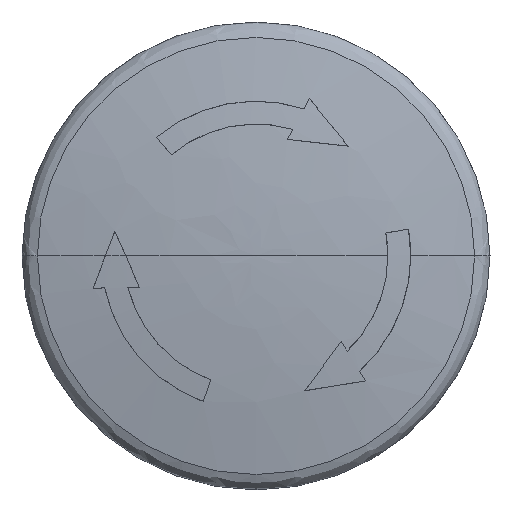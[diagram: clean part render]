
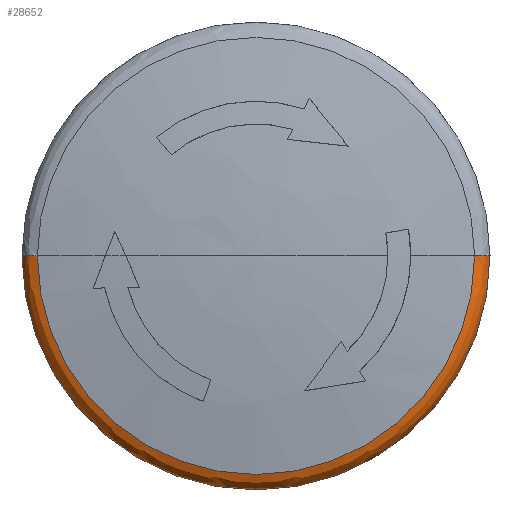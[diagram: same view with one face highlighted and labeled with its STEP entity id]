
A CAD part, top view. The second image highlights one B-rep face of the part: STEP entity #28652.
In plain terms, the highlighted free-form (B-spline) face has degree [3, 3] with [4, 4] control points.
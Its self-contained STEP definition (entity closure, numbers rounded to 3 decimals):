
#146 = DIRECTION ( 'NONE',  ( 0., 0., 1. ) ) ;
#1660 = CARTESIAN_POINT ( 'NONE',  ( 11.966, -23.932, 18.756 ) ) ;
#1701 = EDGE_CURVE ( 'NONE', #37159, #13868, #25448, .T. ) ;
#3208 = AXIS2_PLACEMENT_3D ( 'NONE', #18295, #146, #21306 ) ;
#4662 = CARTESIAN_POINT ( 'NONE',  ( -12.345, 0., 18.257 ) ) ;
#6892 = ORIENTED_EDGE ( 'NONE', *, *, #26662, .T. ) ;
#7411 = ORIENTED_EDGE ( 'NONE', *, *, #36401, .T. ) ;
#7599 = DIRECTION ( 'NONE',  ( 0., 0., 1. ) ) ;
#7692 = CARTESIAN_POINT ( 'NONE',  ( 12.345, -24.69, 18.257 ) ) ;
#10780 = CARTESIAN_POINT ( 'NONE',  ( -12.234, 0., 17.64 ) ) ;
#11461 = CARTESIAN_POINT ( 'NONE',  ( 12.289, 0., 18.272 ) ) ;
#11705 = CARTESIAN_POINT ( 'NONE',  ( 0., 0., 18.799 ) ) ;
#12329 = CARTESIAN_POINT ( 'NONE',  ( -11.441, 0., 18.799 ) ) ;
#13554 = AXIS2_PLACEMENT_3D ( 'NONE', #11705, #32868, #14753 ) ;
#13692 = CARTESIAN_POINT ( 'NONE',  ( -11.342, -22.683, 18.813 ) ) ;
#13820 = CARTESIAN_POINT ( 'NONE',  ( 12.234, -24.468, 17.64 ) ) ;
#13868 = VERTEX_POINT ( 'NONE', #12329 ) ;
#13873 = FACE_OUTER_BOUND ( 'NONE', #38674, .T. ) ;
#14498 = CARTESIAN_POINT ( 'NONE',  ( 12.247, 0., 17.739 ) ) ;
#14753 = DIRECTION ( 'NONE',  ( -1., 0., 0. ) ) ;
#15277 = CARTESIAN_POINT ( 'NONE',  ( 0., -12.247, 17.739 ) ) ;
#16383 = ORIENTED_EDGE ( 'NONE', *, *, #1701, .F. ) ;
#16758 = CARTESIAN_POINT ( 'NONE',  ( 11.342, 0., 18.813 ) ) ;
#16773 = CARTESIAN_POINT ( 'NONE',  ( -11.965, 0., 18.697 ) ) ;
#17124 = CIRCLE ( 'NONE', #19759, 12.247 ) ;
#17687 = CARTESIAN_POINT ( 'NONE',  ( 11.441, 0., 18.799 ) ) ;
#17965 = EDGE_CURVE ( 'NONE', #19298, #37443, #31197, .T. ) ;
#18295 = CARTESIAN_POINT ( 'NONE',  ( 0., 0., 17.739 ) ) ;
#19298 = VERTEX_POINT ( 'NONE', #17687 ) ;
#19638 = CARTESIAN_POINT ( 'NONE',  ( -11.342, 0., 18.813 ) ) ;
#19750 = CARTESIAN_POINT ( 'NONE',  ( -11.966, -23.932, 18.756 ) ) ;
#19759 = AXIS2_PLACEMENT_3D ( 'NONE', #25735, #7599, #28767 ) ;
#20606 =( BOUNDED_SURFACE ( )  B_SPLINE_SURFACE ( 3, 3, ( 
 ( #19638, #13692, #34830, #16758 ),
 ( #37855, #19750, #1660, #22757 ),
 ( #4662, #25818, #7692, #28853 ),
 ( #10780, #31925, #13820, #34956 ) ),
 .UNSPECIFIED., .F., .F., .F. ) 
 B_SPLINE_SURFACE_WITH_KNOTS ( ( 4, 4 ),
 ( 4, 4 ),
 ( 0., 1. ),
 ( 0., 1. ),
 .UNSPECIFIED. ) 
 GEOMETRIC_REPRESENTATION_ITEM ( )  RATIONAL_B_SPLINE_SURFACE ( (
 ( 1., 0.333, 0.333, 1.),
 ( 0.784, 0.261, 0.261, 0.784),
 ( 0.784, 0.261, 0.261, 0.784),
 ( 1., 0.333, 0.333, 1.) ) ) 
 REPRESENTATION_ITEM ( '' )  SURFACE ( )  );
#21306 = DIRECTION ( 'NONE',  ( 0., -1., 0. ) ) ;
#21488 = VERTEX_POINT ( 'NONE', #15277 ) ;
#22757 = CARTESIAN_POINT ( 'NONE',  ( 11.966, 0., 18.756 ) ) ;
#25321 = CIRCLE ( 'NONE', #13554, 11.441 ) ;
#25448 =( BOUNDED_CURVE ( )  B_SPLINE_CURVE ( 3, ( #34601, #34846, #16773, #37874 ),
 .UNSPECIFIED., .F., .F. ) 
 B_SPLINE_CURVE_WITH_KNOTS ( ( 4, 4 ),
 ( 0.066, 0.934 ),
 .UNSPECIFIED. ) 
 CURVE ( )  GEOMETRIC_REPRESENTATION_ITEM ( )  RATIONAL_B_SPLINE_CURVE ( ( 0.96, 0.797, 0.797, 0.96 ) ) 
 REPRESENTATION_ITEM ( '' )  );
#25735 = CARTESIAN_POINT ( 'NONE',  ( 0., 0., 17.739 ) ) ;
#25818 = CARTESIAN_POINT ( 'NONE',  ( -12.345, -24.69, 18.257 ) ) ;
#26662 = EDGE_CURVE ( 'NONE', #21488, #37443, #17124, .T. ) ;
#28652 = ADVANCED_FACE ( 'NONE', ( #13873 ), #20606, .T. ) ;
#28767 = DIRECTION ( 'NONE',  ( 0., -1., 0. ) ) ;
#28853 = CARTESIAN_POINT ( 'NONE',  ( 12.345, 0., 18.257 ) ) ;
#29533 = CARTESIAN_POINT ( 'NONE',  ( 11.965, 0., 18.697 ) ) ;
#30274 = CARTESIAN_POINT ( 'NONE',  ( 12.247, 0., 17.739 ) ) ;
#30654 = CARTESIAN_POINT ( 'NONE',  ( -12.247, 0., 17.739 ) ) ;
#31197 =( BOUNDED_CURVE ( )  B_SPLINE_CURVE ( 3, ( #32605, #29533, #11461, #14498 ),
 .UNSPECIFIED., .F., .F. ) 
 B_SPLINE_CURVE_WITH_KNOTS ( ( 4, 4 ),
 ( 0.066, 0.934 ),
 .UNSPECIFIED. ) 
 CURVE ( )  GEOMETRIC_REPRESENTATION_ITEM ( )  RATIONAL_B_SPLINE_CURVE ( ( 0.96, 0.797, 0.797, 0.96 ) ) 
 REPRESENTATION_ITEM ( '' )  );
#31925 = CARTESIAN_POINT ( 'NONE',  ( -12.234, -24.468, 17.64 ) ) ;
#32605 = CARTESIAN_POINT ( 'NONE',  ( 11.441, 0., 18.799 ) ) ;
#32718 = ORIENTED_EDGE ( 'NONE', *, *, #34418, .T. ) ;
#32868 = DIRECTION ( 'NONE',  ( 0., 0., -1. ) ) ;
#34418 = EDGE_CURVE ( 'NONE', #19298, #13868, #25321, .T. ) ;
#34601 = CARTESIAN_POINT ( 'NONE',  ( -12.247, 0., 17.739 ) ) ;
#34830 = CARTESIAN_POINT ( 'NONE',  ( 11.342, -22.683, 18.813 ) ) ;
#34846 = CARTESIAN_POINT ( 'NONE',  ( -12.289, 0., 18.272 ) ) ;
#34956 = CARTESIAN_POINT ( 'NONE',  ( 12.234, 0., 17.64 ) ) ;
#35131 = ORIENTED_EDGE ( 'NONE', *, *, #17965, .F. ) ;
#36401 = EDGE_CURVE ( 'NONE', #37159, #21488, #36423, .T. ) ;
#36423 = CIRCLE ( 'NONE', #3208, 12.247 ) ;
#37159 = VERTEX_POINT ( 'NONE', #30654 ) ;
#37443 = VERTEX_POINT ( 'NONE', #30274 ) ;
#37855 = CARTESIAN_POINT ( 'NONE',  ( -11.966, 0., 18.756 ) ) ;
#37874 = CARTESIAN_POINT ( 'NONE',  ( -11.441, 0., 18.799 ) ) ;
#38674 = EDGE_LOOP ( 'NONE', ( #35131, #32718, #16383, #7411, #6892 ) ) ;
